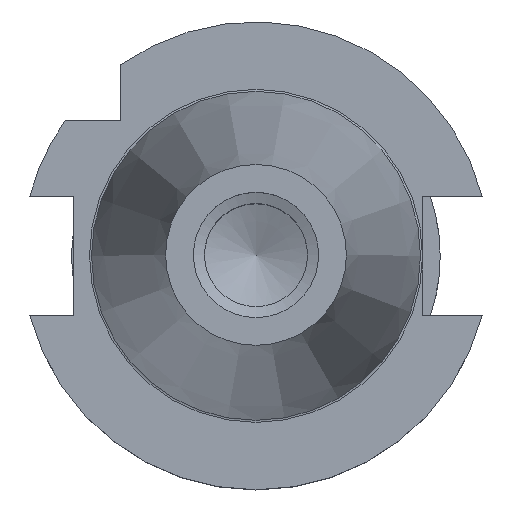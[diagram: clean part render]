
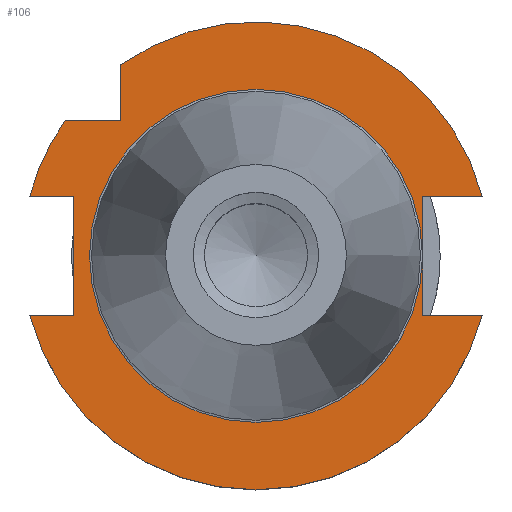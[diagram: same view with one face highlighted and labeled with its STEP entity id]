
A CAD part, top view. The second image highlights one B-rep face of the part: STEP entity #106.
In plain terms, the highlighted planar face has unit normal (0, 0, 1).
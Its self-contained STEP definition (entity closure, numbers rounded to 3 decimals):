
#106=ADVANCED_FACE('',(#172),#147,.F.);
#147=PLANE('',#862);
#172=FACE_OUTER_BOUND('',#212,.T.);
#212=EDGE_LOOP('',(#332,#333,#334,#335,#336,#337,#338,#339,#340,#341,#342,
#343,#344));
#269=CIRCLE('',#850,31.75);
#271=CIRCLE('',#853,31.75);
#273=CIRCLE('',#856,31.75);
#276=CIRCLE('',#861,22.6);
#332=ORIENTED_EDGE('',*,*,#624,.F.);
#333=ORIENTED_EDGE('',*,*,#625,.T.);
#334=ORIENTED_EDGE('',*,*,#626,.T.);
#335=ORIENTED_EDGE('',*,*,#627,.T.);
#336=ORIENTED_EDGE('',*,*,#628,.T.);
#337=ORIENTED_EDGE('',*,*,#615,.T.);
#338=ORIENTED_EDGE('',*,*,#629,.T.);
#339=ORIENTED_EDGE('',*,*,#630,.F.);
#340=ORIENTED_EDGE('',*,*,#619,.F.);
#341=ORIENTED_EDGE('',*,*,#631,.F.);
#342=ORIENTED_EDGE('',*,*,#632,.F.);
#343=ORIENTED_EDGE('',*,*,#633,.T.);
#344=ORIENTED_EDGE('',*,*,#611,.F.);
#534=VERTEX_POINT('',#1203);
#536=VERTEX_POINT('',#1207);
#537=VERTEX_POINT('',#1211);
#540=VERTEX_POINT('',#1216);
#542=VERTEX_POINT('',#1221);
#544=VERTEX_POINT('',#1225);
#549=VERTEX_POINT('',#1238);
#550=VERTEX_POINT('',#1240);
#551=VERTEX_POINT('',#1243);
#552=VERTEX_POINT('',#1246);
#553=VERTEX_POINT('',#1249);
#554=VERTEX_POINT('',#1251);
#611=EDGE_CURVE('',#536,#534,#269,.T.);
#615=EDGE_CURVE('',#537,#540,#271,.T.);
#619=EDGE_CURVE('',#544,#542,#273,.T.);
#624=EDGE_CURVE('',#549,#536,#719,.T.);
#625=EDGE_CURVE('',#549,#550,#720,.T.);
#626=EDGE_CURVE('',#550,#550,#276,.T.);
#627=EDGE_CURVE('',#550,#551,#721,.T.);
#628=EDGE_CURVE('',#551,#537,#722,.T.);
#629=EDGE_CURVE('',#540,#552,#723,.T.);
#630=EDGE_CURVE('',#542,#552,#724,.T.);
#631=EDGE_CURVE('',#553,#544,#725,.T.);
#632=EDGE_CURVE('',#554,#553,#726,.T.);
#633=EDGE_CURVE('',#554,#534,#727,.T.);
#719=LINE('',#1237,#775);
#720=LINE('',#1239,#776);
#721=LINE('',#1242,#777);
#722=LINE('',#1244,#778);
#723=LINE('',#1245,#779);
#724=LINE('',#1247,#780);
#725=LINE('',#1248,#781);
#726=LINE('',#1250,#782);
#727=LINE('',#1252,#783);
#775=VECTOR('',#993,1.);
#776=VECTOR('',#994,1.);
#777=VECTOR('',#997,1.);
#778=VECTOR('',#998,1.);
#779=VECTOR('',#999,1.);
#780=VECTOR('',#1000,1.);
#781=VECTOR('',#1001,1.);
#782=VECTOR('',#1002,1.);
#783=VECTOR('',#1003,1.);
#850=AXIS2_PLACEMENT_3D('',#1208,#965,#966);
#853=AXIS2_PLACEMENT_3D('',#1217,#973,#974);
#856=AXIS2_PLACEMENT_3D('',#1226,#981,#982);
#861=AXIS2_PLACEMENT_3D('',#1241,#995,#996);
#862=AXIS2_PLACEMENT_3D('',#1253,#1004,#1005);
#965=DIRECTION('',(0.,0.,-1.));
#966=DIRECTION('',(-1.,0.,0.));
#973=DIRECTION('',(0.,0.,1.));
#974=DIRECTION('',(-1.,0.,0.));
#981=DIRECTION('',(0.,0.,-1.));
#982=DIRECTION('',(-1.,0.,0.));
#993=DIRECTION('',(1.,0.,0.));
#994=DIRECTION('',(0.,1.,0.));
#995=DIRECTION('',(0.,0.,-1.));
#996=DIRECTION('',(-1.,0.,0.));
#997=DIRECTION('',(0.,1.,0.));
#998=DIRECTION('',(1.,0.,0.));
#999=DIRECTION('',(0.,-1.,0.));
#1000=DIRECTION('',(1.,0.,0.));
#1001=DIRECTION('',(-1.,0.,0.));
#1002=DIRECTION('',(0.,1.,0.));
#1003=DIRECTION('',(-1.,0.,0.));
#1004=DIRECTION('',(0.,0.,-1.));
#1005=DIRECTION('',(-1.,0.,0.));
#1203=CARTESIAN_POINT('',(-30.701,-8.095,-3.2));
#1207=CARTESIAN_POINT('',(30.701,-8.095,-3.2));
#1208=CARTESIAN_POINT('',(0.,0.,-3.2));
#1211=CARTESIAN_POINT('',(30.701,8.095,-3.2));
#1216=CARTESIAN_POINT('',(-18.35,25.91,-3.2));
#1217=CARTESIAN_POINT('',(0.,0.,-3.2));
#1221=CARTESIAN_POINT('',(-25.91,18.35,-3.2));
#1225=CARTESIAN_POINT('',(-30.701,8.095,-3.2));
#1226=CARTESIAN_POINT('',(0.,0.,-3.2));
#1237=CARTESIAN_POINT('',(0.,-8.095,-3.2));
#1238=CARTESIAN_POINT('',(22.6,-8.095,-3.2));
#1239=CARTESIAN_POINT('',(22.6,22.,-3.2));
#1240=CARTESIAN_POINT('',(22.6,0.,-3.2));
#1241=CARTESIAN_POINT('',(0.,0.,-3.2));
#1242=CARTESIAN_POINT('',(22.6,22.,-3.2));
#1243=CARTESIAN_POINT('',(22.6,8.095,-3.2));
#1244=CARTESIAN_POINT('',(41.75,8.095,-3.2));
#1245=CARTESIAN_POINT('',(-18.35,22.,-3.2));
#1246=CARTESIAN_POINT('',(-18.35,18.35,-3.2));
#1247=CARTESIAN_POINT('',(0.,18.35,-3.2));
#1248=CARTESIAN_POINT('',(0.,8.095,-3.2));
#1249=CARTESIAN_POINT('',(-24.8,8.095,-3.2));
#1250=CARTESIAN_POINT('',(-24.8,22.,-3.2));
#1251=CARTESIAN_POINT('',(-24.8,-8.095,-3.2));
#1252=CARTESIAN_POINT('',(-41.75,-8.095,-3.2));
#1253=CARTESIAN_POINT('',(0.,22.,-3.2));
